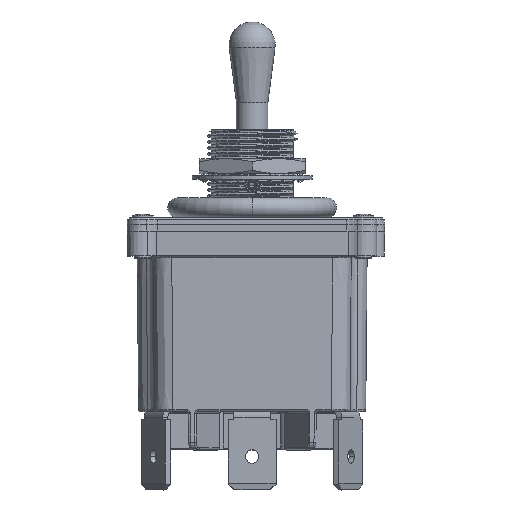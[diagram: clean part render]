
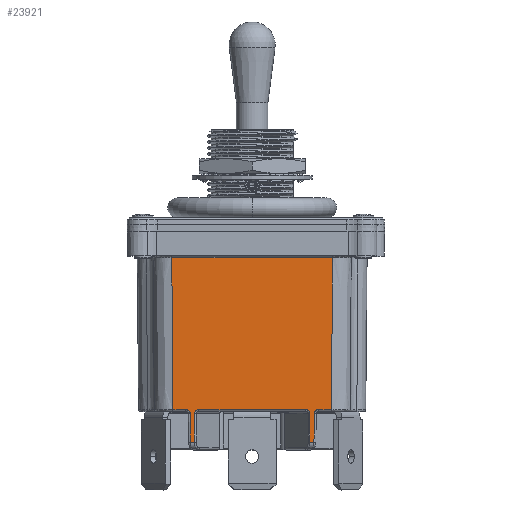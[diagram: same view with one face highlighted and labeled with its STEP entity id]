
A CAD part, top view. The second image highlights one B-rep face of the part: STEP entity #23921.
In plain terms, the highlighted planar face has unit normal (0, -0.009, 1).
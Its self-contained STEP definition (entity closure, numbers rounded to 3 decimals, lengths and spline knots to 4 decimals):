
#390=CARTESIAN_POINT('',(-0.3235,-0.01,
0.4267));
#391=CARTESIAN_POINT('',(-0.3235,-0.0081,
0.4267));
#392=CARTESIAN_POINT('',(-0.3242,-0.0044,
0.4268));
#393=CARTESIAN_POINT('',(-0.3271,0.0011,
0.4268));
#394=CARTESIAN_POINT('',(-0.332,0.0058,
0.4268));
#395=CARTESIAN_POINT('',(-0.3389,0.0091,
0.4269));
#396=CARTESIAN_POINT('',(-0.344,0.0099,
0.4269));
#397=CARTESIAN_POINT('',(-0.3467,0.0099,
0.4269));
#404=DIRECTION('',(0.01,-1.,-0.009));
#405=VECTOR('',#404,0.1504);
#406=CARTESIAN_POINT('',(-0.3235,-0.01,
0.4267));
#407=LINE('',#406,#405);
#413=DIRECTION('',(-1.,0.,0.));
#414=VECTOR('',#413,0.5551);
#415=CARTESIAN_POINT('',(0.2775,0.0099,
0.4269));
#416=LINE('',#415,#414);
#417=DIRECTION('',(-1.,0.,0.));
#418=VECTOR('',#417,0.0215);
#419=CARTESIAN_POINT('',(-0.3005,-0.1603,
0.4254));
#420=LINE('',#419,#418);
#421=DIRECTION('',(-1.,0.,0.));
#422=VECTOR('',#421,0.0666);
#423=CARTESIAN_POINT('',(-0.3467,0.0099,
0.4269));
#424=LINE('',#423,#422);
#425=CARTESIAN_POINT('',(-0.4187,0.8001,
0.4338));
#426=CARTESIAN_POINT('',(-0.4181,0.7131,
0.433));
#427=CARTESIAN_POINT('',(-0.4169,0.5385,
0.4315));
#428=CARTESIAN_POINT('',(-0.4151,0.2751,
0.4292));
#429=CARTESIAN_POINT('',(-0.4139,0.0985,
0.4277));
#430=CARTESIAN_POINT('',(-0.4133,0.0099,
0.4269));
#432=DIRECTION('',(1.,0.,0.));
#433=VECTOR('',#432,0.8373);
#434=CARTESIAN_POINT('',(-0.4187,0.8001,
0.4338));
#435=LINE('',#434,#433);
#436=CARTESIAN_POINT('',(0.4133,0.0099,
0.4269));
#437=CARTESIAN_POINT('',(0.4139,0.0985,
0.4277));
#438=CARTESIAN_POINT('',(0.4151,0.2751,
0.4292));
#439=CARTESIAN_POINT('',(0.4169,0.5385,
0.4315));
#440=CARTESIAN_POINT('',(0.4181,0.7131,
0.433));
#441=CARTESIAN_POINT('',(0.4187,0.8001,
0.4338));
#443=DIRECTION('',(-1.,0.,0.));
#444=VECTOR('',#443,0.0666);
#445=CARTESIAN_POINT('',(0.4133,0.0099,
0.4269));
#446=LINE('',#445,#444);
#447=DIRECTION('',(-1.,0.,0.));
#448=VECTOR('',#447,0.0215);
#449=CARTESIAN_POINT('',(0.322,-0.1603,
0.4254));
#450=LINE('',#449,#448);
#456=DIRECTION('',(0.,-1.,-0.009));
#457=VECTOR('',#456,0.1504);
#458=CARTESIAN_POINT('',(0.3005,-0.01,
0.4267));
#459=LINE('',#458,#457);
#465=CARTESIAN_POINT('',(0.3005,-0.01,
0.4267));
#466=CARTESIAN_POINT('',(0.3005,-0.0081,
0.4267));
#467=CARTESIAN_POINT('',(0.2999,-0.0044,
0.4268));
#468=CARTESIAN_POINT('',(0.2971,0.0011,
0.4268));
#469=CARTESIAN_POINT('',(0.2922,0.0058,
0.4268));
#470=CARTESIAN_POINT('',(0.2854,0.0091,
0.4269));
#471=CARTESIAN_POINT('',(0.2803,0.0099,
0.4269));
#472=CARTESIAN_POINT('',(0.2775,0.0099,
0.4269));
#494=CARTESIAN_POINT('',(-0.2775,0.0099,
0.4269));
#495=CARTESIAN_POINT('',(-0.2803,0.0099,
0.4269));
#496=CARTESIAN_POINT('',(-0.2854,0.0091,
0.4269));
#497=CARTESIAN_POINT('',(-0.2923,0.0058,
0.4268));
#498=CARTESIAN_POINT('',(-0.2971,0.0011,
0.4268));
#499=CARTESIAN_POINT('',(-0.2999,-0.0044,
0.4268));
#500=CARTESIAN_POINT('',(-0.3005,-0.0081,
0.4267));
#501=CARTESIAN_POINT('',(-0.3005,-0.01,
0.4267));
#518=CARTESIAN_POINT('',(-0.3005,-0.01,
0.4267));
#529=DIRECTION('',(0.,1.,0.009));
#530=VECTOR('',#529,0.1504);
#531=CARTESIAN_POINT('',(-0.3005,-0.1603,
0.4254));
#532=LINE('',#531,#530);
#1035=CARTESIAN_POINT('',(0.3467,0.0099,
0.4269));
#1036=CARTESIAN_POINT('',(0.344,0.0099,
0.4269));
#1037=CARTESIAN_POINT('',(0.3389,0.0091,
0.4269));
#1038=CARTESIAN_POINT('',(0.332,0.0058,
0.4268));
#1039=CARTESIAN_POINT('',(0.3271,0.0011,
0.4268));
#1040=CARTESIAN_POINT('',(0.3242,-0.0044,
0.4268));
#1041=CARTESIAN_POINT('',(0.3235,-0.0081,
0.4267));
#1042=CARTESIAN_POINT('',(0.3235,-0.01,
0.4267));
#1068=CARTESIAN_POINT('',(0.3235,-0.01,
0.4267));
#1075=DIRECTION('',(0.01,1.,0.009));
#1076=VECTOR('',#1075,0.1504);
#1077=CARTESIAN_POINT('',(0.322,-0.1603,
0.4254));
#1078=LINE('',#1077,#1076);
#1102=CARTESIAN_POINT('',(0.4133,0.0099,
0.4269));
#1129=CARTESIAN_POINT('',(-0.4133,0.0099,
0.4269));
#1147=CARTESIAN_POINT('',(-0.4187,0.8001,
0.4338));
#20110=CARTESIAN_POINT('',(-0.3005,-0.1603,
0.4254));
#20111=CARTESIAN_POINT('',(-0.322,-0.1603,
0.4254));
#20112=VERTEX_POINT('',#20110);
#20113=VERTEX_POINT('',#20111);
#20118=CARTESIAN_POINT('',(0.322,-0.1603,
0.4254));
#20119=CARTESIAN_POINT('',(0.3005,-0.1603,
0.4254));
#20120=VERTEX_POINT('',#20118);
#20121=VERTEX_POINT('',#20119);
#20252=VERTEX_POINT('',#1147);
#20254=CARTESIAN_POINT('',(0.4187,0.8001,
0.4338));
#20255=VERTEX_POINT('',#20254);
#20307=VERTEX_POINT('',#1102);
#20379=VERTEX_POINT('',#1129);
#20449=VERTEX_POINT('',#518);
#20450=CARTESIAN_POINT('',(-0.2775,0.0099,
0.4269));
#20451=VERTEX_POINT('',#20450);
#20460=CARTESIAN_POINT('',(0.2775,0.0099,
0.4269));
#20461=VERTEX_POINT('',#20460);
#20463=CARTESIAN_POINT('',(0.3005,-0.01,
0.4267));
#20465=VERTEX_POINT('',#20463);
#20474=VERTEX_POINT('',#1068);
#20493=CARTESIAN_POINT('',(-0.3235,-0.01,
0.4267));
#20494=VERTEX_POINT('',#20493);
#20516=CARTESIAN_POINT('',(-0.3467,0.0099,
0.4269));
#20517=VERTEX_POINT('',#20516);
#20534=CARTESIAN_POINT('',(0.3467,0.0099,
0.4269));
#20535=VERTEX_POINT('',#20534);
#23884=CARTESIAN_POINT('',(-1.624,0.94,0.435));
#23885=DIRECTION('',(0.,-0.009,1.));
#23886=DIRECTION('',(-1.,0.,0.));
#23887=AXIS2_PLACEMENT_3D('',#23884,#23885,#23886);
#23888=PLANE('',#23887);
#23890=ORIENTED_EDGE('',*,*,#23889,.F.);
#23892=ORIENTED_EDGE('',*,*,#23891,.T.);
#23894=ORIENTED_EDGE('',*,*,#23893,.T.);
#23896=ORIENTED_EDGE('',*,*,#23895,.T.);
#23898=ORIENTED_EDGE('',*,*,#23897,.F.);
#23900=ORIENTED_EDGE('',*,*,#23899,.T.);
#23901=ORIENTED_EDGE('',*,*,#23863,.F.);
#23902=ORIENTED_EDGE('',*,*,#23840,.T.);
#23904=ORIENTED_EDGE('',*,*,#23903,.T.);
#23906=ORIENTED_EDGE('',*,*,#23905,.F.);
#23908=ORIENTED_EDGE('',*,*,#23907,.T.);
#23910=ORIENTED_EDGE('',*,*,#23909,.F.);
#23912=ORIENTED_EDGE('',*,*,#23911,.T.);
#23914=ORIENTED_EDGE('',*,*,#23913,.T.);
#23916=ORIENTED_EDGE('',*,*,#23915,.F.);
#23918=ORIENTED_EDGE('',*,*,#23917,.T.);
#23919=EDGE_LOOP('',(#23890,#23892,#23894,#23896,#23898,#23900,#23901,#23902,
#23904,#23906,#23908,#23910,#23912,#23914,#23916,#23918));
#23920=FACE_OUTER_BOUND('',#23919,.F.);
#398=B_SPLINE_CURVE_WITH_KNOTS('',3,(#390,#391,#392,#393,#394,#395,#396,#397),
.UNSPECIFIED.,.F.,.F.,(4,1,1,1,1,4),(0.,0.2,0.4,0.6,0.8,1.),
.UNSPECIFIED.);
#431=B_SPLINE_CURVE_WITH_KNOTS('',3,(#425,#426,#427,#428,#429,#430),
.UNSPECIFIED.,.F.,.F.,(4,1,1,4),(0.,0.3333,0.6667,1.),
.UNSPECIFIED.);
#442=B_SPLINE_CURVE_WITH_KNOTS('',3,(#436,#437,#438,#439,#440,#441),
.UNSPECIFIED.,.F.,.F.,(4,1,1,4),(0.,0.3333,0.6667,1.),
.UNSPECIFIED.);
#473=B_SPLINE_CURVE_WITH_KNOTS('',3,(#465,#466,#467,#468,#469,#470,#471,#472),
.UNSPECIFIED.,.F.,.F.,(4,1,1,1,1,4),(0.,0.2,0.4,0.6,0.8,1.),
.UNSPECIFIED.);
#502=B_SPLINE_CURVE_WITH_KNOTS('',3,(#494,#495,#496,#497,#498,#499,#500,#501),
.UNSPECIFIED.,.F.,.F.,(4,1,1,1,1,4),(0.,0.2,0.4,0.6,0.8,1.),
.UNSPECIFIED.);
#1043=B_SPLINE_CURVE_WITH_KNOTS('',3,(#1035,#1036,#1037,#1038,#1039,#1040,#1041,
#1042),.UNSPECIFIED.,.F.,.F.,(4,1,1,1,1,4),(0.,0.2,0.4,0.6,0.8,1.),
.UNSPECIFIED.);
#23840=EDGE_CURVE('',#20494,#20517,#398,.T.);
#23863=EDGE_CURVE('',#20494,#20113,#407,.T.);
#23889=EDGE_CURVE('',#20465,#20121,#459,.T.);
#23891=EDGE_CURVE('',#20465,#20461,#473,.T.);
#23893=EDGE_CURVE('',#20461,#20451,#416,.T.);
#23895=EDGE_CURVE('',#20451,#20449,#502,.T.);
#23897=EDGE_CURVE('',#20112,#20449,#532,.T.);
#23899=EDGE_CURVE('',#20112,#20113,#420,.T.);
#23903=EDGE_CURVE('',#20517,#20379,#424,.T.);
#23905=EDGE_CURVE('',#20252,#20379,#431,.T.);
#23907=EDGE_CURVE('',#20252,#20255,#435,.T.);
#23909=EDGE_CURVE('',#20307,#20255,#442,.T.);
#23911=EDGE_CURVE('',#20307,#20535,#446,.T.);
#23913=EDGE_CURVE('',#20535,#20474,#1043,.T.);
#23915=EDGE_CURVE('',#20120,#20474,#1078,.T.);
#23917=EDGE_CURVE('',#20120,#20121,#450,.T.);
#23921=ADVANCED_FACE('',(#23920),#23888,.T.);
